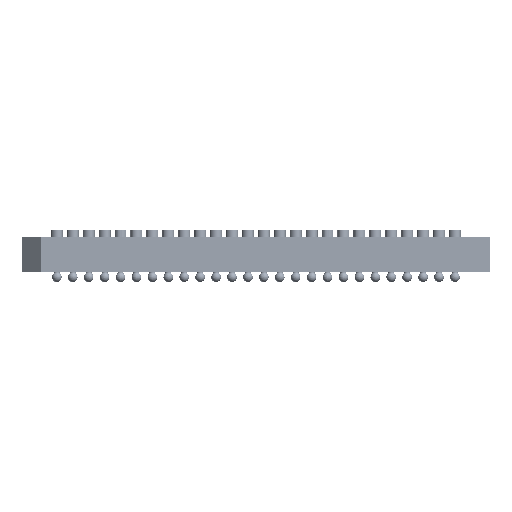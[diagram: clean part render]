
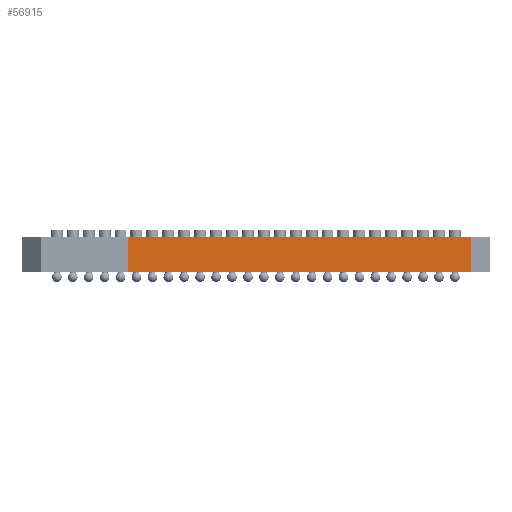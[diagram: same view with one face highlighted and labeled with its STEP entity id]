
A CAD part, front view. The second image highlights one B-rep face of the part: STEP entity #56915.
In plain terms, the highlighted planar face has unit normal (0, -1, 0).
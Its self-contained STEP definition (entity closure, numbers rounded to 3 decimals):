
#15600=FACE_OUTER_BOUND('',#21011,.T.);
#21011=EDGE_LOOP('',(#43599,#43600,#43601,#43602));
#32157=LINE('',#95898,#32253);
#32159=LINE('',#95902,#32255);
#32160=LINE('',#95904,#32256);
#32161=LINE('',#95905,#32257);
#32253=VECTOR('',#73885,2.24);
#32255=VECTOR('',#73889,21.52);
#32256=VECTOR('',#73890,2.24);
#32257=VECTOR('',#73891,21.52);
#32329=VERTEX_POINT('',#95895);
#32330=VERTEX_POINT('',#95897);
#32331=VERTEX_POINT('',#95901);
#32332=VERTEX_POINT('',#95903);
#37947=EDGE_CURVE('',#32330,#32329,#32157,.T.);
#37949=EDGE_CURVE('',#32329,#32331,#32159,.T.);
#37950=EDGE_CURVE('',#32332,#32331,#32160,.T.);
#37951=EDGE_CURVE('',#32332,#32330,#32161,.T.);
#43599=ORIENTED_EDGE('',*,*,#37949,.T.);
#43600=ORIENTED_EDGE('',*,*,#37950,.F.);
#43601=ORIENTED_EDGE('',*,*,#37951,.T.);
#43602=ORIENTED_EDGE('',*,*,#37947,.T.);
#54793=PLANE('',#62850);
#56915=ADVANCED_FACE('',(#15600),#54793,.T.);
#62850=AXIS2_PLACEMENT_3D('',#95900,#73887,#73888);
#73885=DIRECTION('',(0.,0.,1.));
#73887=DIRECTION('center_axis',(0.,-1.,0.));
#73888=DIRECTION('ref_axis',(0.,0.,-1.));
#73889=DIRECTION('',(-1.,0.,0.));
#73890=DIRECTION('',(0.,0.,1.));
#73891=DIRECTION('',(1.,0.,0.));
#95895=CARTESIAN_POINT('',(23.01,1.002,2.24));
#95897=CARTESIAN_POINT('',(23.01,1.002,0.));
#95898=CARTESIAN_POINT('',(23.01,1.002,0.));
#95900=CARTESIAN_POINT('Origin',(23.01,1.002,0.));
#95901=CARTESIAN_POINT('',(1.49,1.002,2.24));
#95902=CARTESIAN_POINT('',(1.31,1.002,2.24));
#95903=CARTESIAN_POINT('',(1.49,1.002,0.));
#95904=CARTESIAN_POINT('',(1.49,1.002,0.));
#95905=CARTESIAN_POINT('',(1.49,1.002,0.));
